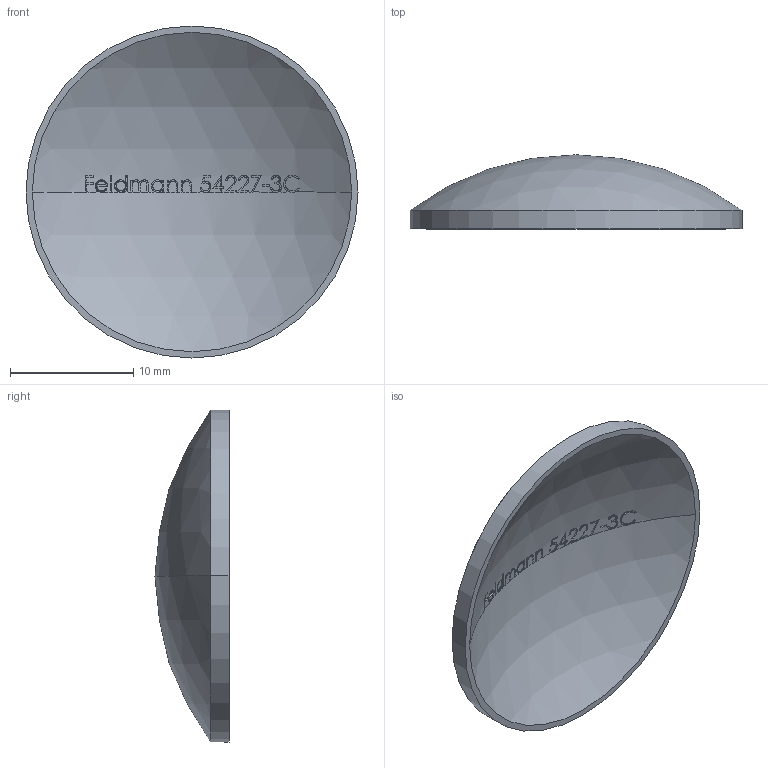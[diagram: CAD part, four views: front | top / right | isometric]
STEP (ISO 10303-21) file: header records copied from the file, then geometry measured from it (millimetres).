
FILE_DESCRIPTION (( 'STEP AP203' ), '1' );
FILE_NAME ('54227-3C.step', '2018-12-11T12:11:37', ( '' ), ( '' ), 'SwSTEP 2.0', 'SolidWorks 2015', '' );
FILE_SCHEMA (( 'CONFIG_CONTROL_DESIGN' ));
Length unit declared in the file: millimetre
Products named in the file (1): 54227-3C
Bounding box: 26.9 x 6 x 26.9 mm (x, y, z)
Volume: 947.3 mm3; surface area: 1399.8 mm2
Topology: 4 solids, 4 shells, 237 faces, 668 edges, 445 vertices
Faces by surface type: plane 101, bspline 96, sphere 38, cylinder 2
Entity records: 12469 total; most frequent: CARTESIAN_POINT 6868, ORIENTED_EDGE 1336, DIRECTION 894, EDGE_CURVE 668, VERTEX_POINT 445, AXIS2_PLACEMENT_3D 351, B_SPLINE_CURVE_WITH_KNOTS 267, EDGE_LOOP 243
